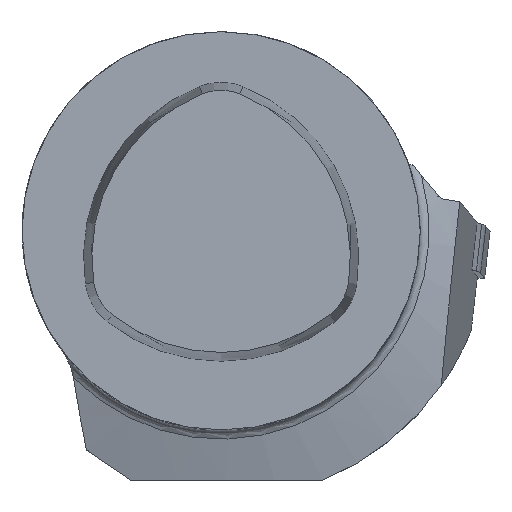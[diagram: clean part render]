
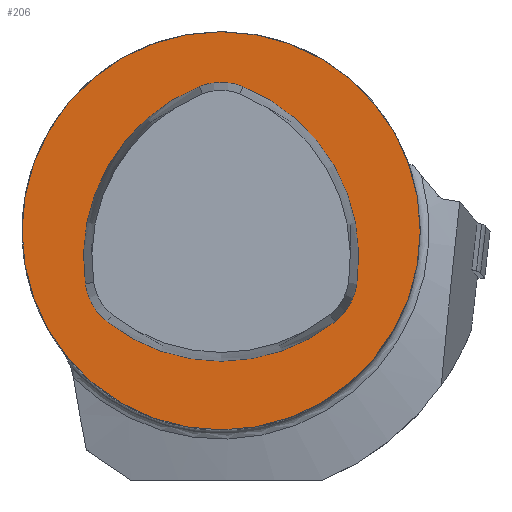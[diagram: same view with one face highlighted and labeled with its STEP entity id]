
A CAD part, top view. The second image highlights one B-rep face of the part: STEP entity #206.
In plain terms, the highlighted planar face has unit normal (0, 0, 1).
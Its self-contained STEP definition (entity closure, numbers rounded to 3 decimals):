
#112=FACE_BOUND('',#365,.T.);
#113=FACE_BOUND('',#366,.T.);
#156=CIRCLE('',#1220,20.);
#157=CIRCLE('',#1226,18.5);
#158=CIRCLE('',#1227,5.9);
#159=CIRCLE('',#1228,18.5);
#160=CIRCLE('',#1229,5.9);
#161=CIRCLE('',#1230,18.5);
#162=CIRCLE('',#1231,5.9);
#206=ADVANCED_FACE('',(#112,#113),#262,.T.);
#262=PLANE('',#1232);
#365=EDGE_LOOP('',(#490));
#366=EDGE_LOOP('',(#491,#492,#493,#494,#495,#496));
#490=ORIENTED_EDGE('',*,*,#866,.F.);
#491=ORIENTED_EDGE('',*,*,#875,.T.);
#492=ORIENTED_EDGE('',*,*,#876,.T.);
#493=ORIENTED_EDGE('',*,*,#877,.T.);
#494=ORIENTED_EDGE('',*,*,#878,.T.);
#495=ORIENTED_EDGE('',*,*,#879,.T.);
#496=ORIENTED_EDGE('',*,*,#880,.T.);
#759=VERTEX_POINT('',#1806);
#768=VERTEX_POINT('',#1825);
#769=VERTEX_POINT('',#1826);
#770=VERTEX_POINT('',#1828);
#771=VERTEX_POINT('',#1830);
#772=VERTEX_POINT('',#1832);
#773=VERTEX_POINT('',#1834);
#866=EDGE_CURVE('',#759,#759,#156,.T.);
#875=EDGE_CURVE('',#768,#769,#157,.T.);
#876=EDGE_CURVE('',#769,#770,#158,.T.);
#877=EDGE_CURVE('',#770,#771,#159,.T.);
#878=EDGE_CURVE('',#771,#772,#160,.T.);
#879=EDGE_CURVE('',#772,#773,#161,.T.);
#880=EDGE_CURVE('',#773,#768,#162,.T.);
#1220=AXIS2_PLACEMENT_3D('',#1805,#1396,#1397);
#1226=AXIS2_PLACEMENT_3D('',#1824,#1412,#1413);
#1227=AXIS2_PLACEMENT_3D('',#1827,#1414,#1415);
#1228=AXIS2_PLACEMENT_3D('',#1829,#1416,#1417);
#1229=AXIS2_PLACEMENT_3D('',#1831,#1418,#1419);
#1230=AXIS2_PLACEMENT_3D('',#1833,#1420,#1421);
#1231=AXIS2_PLACEMENT_3D('',#1835,#1422,#1423);
#1232=AXIS2_PLACEMENT_3D('',#1836,#1424,#1425);
#1396=DIRECTION('',(0.,0.,-1.));
#1397=DIRECTION('',(-1.,0.,0.));
#1412=DIRECTION('',(0.,0.,-1.));
#1413=DIRECTION('',(-1.,0.,0.));
#1414=DIRECTION('',(0.,0.,-1.));
#1415=DIRECTION('',(-1.,0.,0.));
#1416=DIRECTION('',(0.,0.,-1.));
#1417=DIRECTION('',(-1.,0.,0.));
#1418=DIRECTION('',(0.,0.,-1.));
#1419=DIRECTION('',(-1.,0.,0.));
#1420=DIRECTION('',(0.,0.,-1.));
#1421=DIRECTION('',(-1.,0.,0.));
#1422=DIRECTION('',(0.,0.,-1.));
#1423=DIRECTION('',(-1.,0.,0.));
#1424=DIRECTION('',(0.,0.,1.));
#1425=DIRECTION('',(1.,0.,0.));
#1805=CARTESIAN_POINT('',(0.,0.,0.));
#1806=CARTESIAN_POINT('',(-20.,0.,0.));
#1824=CARTESIAN_POINT('',(-4.677,-2.7,0.));
#1825=CARTESIAN_POINT('',(2.19,14.479,0.));
#1826=CARTESIAN_POINT('',(13.634,-5.343,0.));
#1827=CARTESIAN_POINT('',(7.794,-4.5,0.));
#1828=CARTESIAN_POINT('',(11.444,-9.136,0.));
#1829=CARTESIAN_POINT('',(0.,5.4,0.));
#1830=CARTESIAN_POINT('',(-11.444,-9.136,0.));
#1831=CARTESIAN_POINT('',(-7.794,-4.5,0.));
#1832=CARTESIAN_POINT('',(-13.634,-5.343,0.));
#1833=CARTESIAN_POINT('',(4.677,-2.7,0.));
#1834=CARTESIAN_POINT('',(-2.19,14.479,0.));
#1835=CARTESIAN_POINT('',(0.,9.,0.));
#1836=CARTESIAN_POINT('',(0.,0.,0.));
